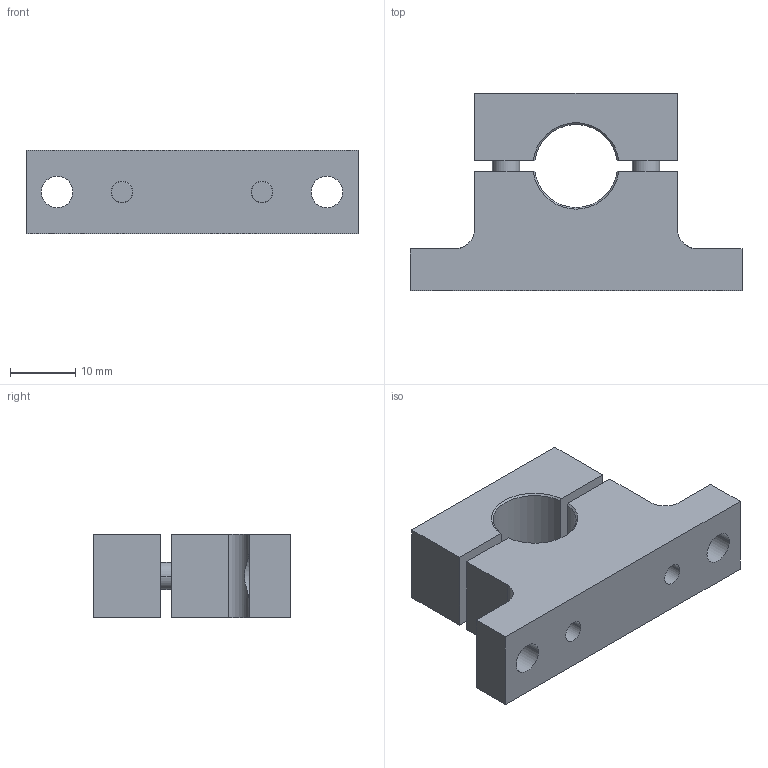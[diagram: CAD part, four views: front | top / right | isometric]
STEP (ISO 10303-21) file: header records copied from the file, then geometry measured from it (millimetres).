
FILE_DESCRIPTION (( 'STEP AP214' ), '1' );
FILE_NAME ('TMSSL-08.step', '2017-08-09T17:57:00', ( '' ), ( '' ), 'SwSTEP 2.0', 'SolidWorks 2017', '' );
FILE_SCHEMA (( 'AUTOMOTIVE_DESIGN' ));
Length unit declared in the file: inch
Products named in the file (1): TMSSL-08
Bounding box: 50.8 x 30.15 x 12.7 mm (x, y, z)
Volume: 11054.2 mm3; surface area: 6279.4 mm2
Topology: 4 solids, 4 shells, 94 faces, 242 edges, 158 vertices
Faces by surface type: plane 38, cylinder 31, cone 17, bspline 8
Entity records: 4513 total; most frequent: CARTESIAN_POINT 920, DIRECTION 478, ORIENTED_EDGE 476, EDGE_CURVE 238, AXIS2_PLACEMENT_3D 184, VERTEX_POINT 158, EDGE_LOOP 112, LINE 110
